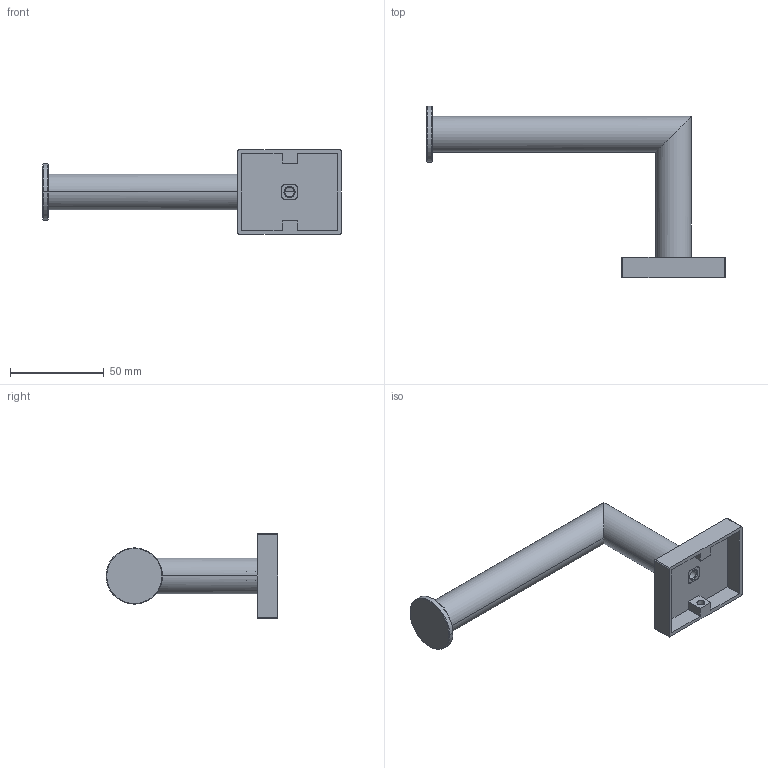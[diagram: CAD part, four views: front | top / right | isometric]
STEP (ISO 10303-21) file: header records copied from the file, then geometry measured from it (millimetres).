
FILE_DESCRIPTION (( 'STEP AP203' ), '1' );
FILE_NAME ('3186.STEP', '2016-07-20T08:42:09', ( '迾輿躂瑞' ), ( 'WwW.YlmF.CoM' ), 'SwSTEP 2.0', 'SolidWorks 2012', '' );
FILE_SCHEMA (( 'CONFIG_CONTROL_DESIGN' ));
Length unit declared in the file: millimetre
Products named in the file (6): 031禱踫遠諉奪; jy045傷裔; 31釱; 31爾え; 31翎祧殤筵奪; 3186
Assembly tree (5 placements, depth 2):
  3186
    31釱
    31爾え
    031禱踫遠諉奪
    jy045傷裔
    31翎祧殤筵奪
Bounding box: 159 x 91.5 x 45 mm (x, y, z)
Volume: 19743.9 mm3; surface area: 34894.4 mm2
Topology: 5 solids, 5 shells, 98 faces, 243 edges, 156 vertices
Faces by surface type: cylinder 44, plane 41, cone 11, bspline 2
Entity records: 4361 total; most frequent: CARTESIAN_POINT 1414, DIRECTION 486, ORIENTED_EDGE 486, EDGE_CURVE 243, AXIS2_PLACEMENT_3D 178, VERTEX_POINT 156, LINE 130, VECTOR 130
